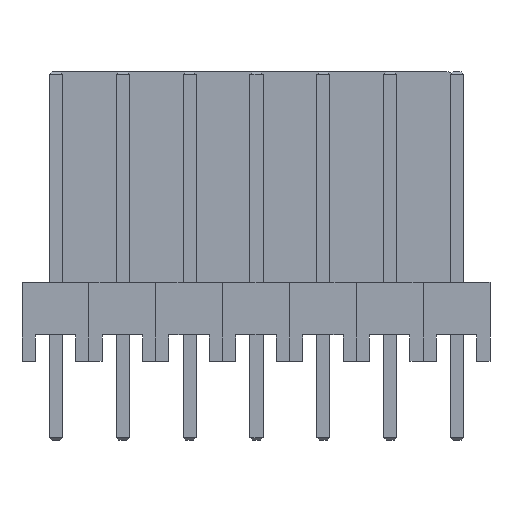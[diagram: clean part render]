
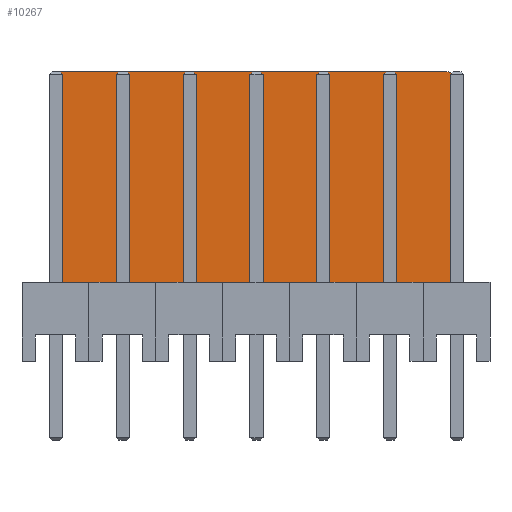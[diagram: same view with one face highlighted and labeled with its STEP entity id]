
A CAD part, front view. The second image highlights one B-rep face of the part: STEP entity #10267.
In plain terms, the highlighted face is planar.
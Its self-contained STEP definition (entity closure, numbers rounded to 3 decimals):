
#9917 = PLANE('',#9918);
#9918 = AXIS2_PLACEMENT_3D('',#9919,#9920,#9921);
#9919 = CARTESIAN_POINT('',(16.44,3.,0.));
#9920 = DIRECTION('',(-1.,0.,0.));
#9921 = DIRECTION('',(0.,1.,0.));
#9942 = VERTEX_POINT('',#9943);
#9943 = CARTESIAN_POINT('',(16.44,3.,1.));
#9957 = PLANE('',#9958);
#9958 = AXIS2_PLACEMENT_3D('',#9959,#9960,#9961);
#9959 = CARTESIAN_POINT('',(1.2,3.,0.));
#9960 = DIRECTION('',(0.,1.,0.));
#9961 = DIRECTION('',(1.,0.,0.));
#9969 = EDGE_CURVE('',#9942,#9970,#9972,.T.);
#9970 = VERTEX_POINT('',#9971);
#9971 = CARTESIAN_POINT('',(16.44,10.7,1.));
#9972 = SURFACE_CURVE('',#9973,(#9977,#9984),.PCURVE_S1.);
#9973 = LINE('',#9974,#9975);
#9974 = CARTESIAN_POINT('',(16.44,3.,1.));
#9975 = VECTOR('',#9976,1.);
#9976 = DIRECTION('',(0.,1.,0.));
#9977 = PCURVE('',#9917,#9978);
#9978 = DEFINITIONAL_REPRESENTATION('',(#9979),#9983);
#9979 = LINE('',#9980,#9981);
#9980 = CARTESIAN_POINT('',(0.,-1.));
#9981 = VECTOR('',#9982,1.);
#9982 = DIRECTION('',(1.,0.));
#9983 = ( GEOMETRIC_REPRESENTATION_CONTEXT(2) 
PARAMETRIC_REPRESENTATION_CONTEXT() REPRESENTATION_CONTEXT('2D SPACE',''
  ) );
#9984 = PCURVE('',#9985,#9990);
#9985 = PLANE('',#9986);
#9986 = AXIS2_PLACEMENT_3D('',#9987,#9988,#9989);
#9987 = CARTESIAN_POINT('',(16.44,3.,1.));
#9988 = DIRECTION('',(0.,0.,-1.));
#9989 = DIRECTION('',(0.,1.,0.));
#9990 = DEFINITIONAL_REPRESENTATION('',(#9991),#9995);
#9991 = LINE('',#9992,#9993);
#9992 = CARTESIAN_POINT('',(0.,0.));
#9993 = VECTOR('',#9994,1.);
#9994 = DIRECTION('',(1.,0.));
#9995 = ( GEOMETRIC_REPRESENTATION_CONTEXT(2) 
PARAMETRIC_REPRESENTATION_CONTEXT() REPRESENTATION_CONTEXT('2D SPACE',''
  ) );
#10011 = CYLINDRICAL_SURFACE('',#10012,0.3);
#10012 = AXIS2_PLACEMENT_3D('',#10013,#10014,#10015);
#10013 = CARTESIAN_POINT('',(16.14,10.7,0.));
#10014 = DIRECTION('',(0.,0.,1.));
#10015 = DIRECTION('',(1.,0.,-0.));
#10066 = PLANE('',#10067);
#10067 = AXIS2_PLACEMENT_3D('',#10068,#10069,#10070);
#10068 = CARTESIAN_POINT('',(1.2,11.,0.));
#10069 = DIRECTION('',(1.,0.,0.));
#10070 = DIRECTION('',(0.,-1.,0.));
#10099 = CYLINDRICAL_SURFACE('',#10100,0.3);
#10100 = AXIS2_PLACEMENT_3D('',#10101,#10102,#10103);
#10101 = CARTESIAN_POINT('',(1.5,10.7,0.));
#10102 = DIRECTION('',(0.,0.,1.));
#10103 = DIRECTION('',(-0.,1.,0.));
#10127 = PLANE('',#10128);
#10128 = AXIS2_PLACEMENT_3D('',#10129,#10130,#10131);
#10129 = CARTESIAN_POINT('',(16.44,11.,0.));
#10130 = DIRECTION('',(0.,-1.,0.));
#10131 = DIRECTION('',(-1.,0.,0.));
#10170 = VERTEX_POINT('',#10171);
#10171 = CARTESIAN_POINT('',(16.14,11.,1.));
#10192 = EDGE_CURVE('',#9970,#10170,#10193,.T.);
#10193 = SURFACE_CURVE('',#10194,(#10199,#10206),.PCURVE_S1.);
#10194 = CIRCLE('',#10195,0.3);
#10195 = AXIS2_PLACEMENT_3D('',#10196,#10197,#10198);
#10196 = CARTESIAN_POINT('',(16.14,10.7,1.));
#10197 = DIRECTION('',(0.,0.,1.));
#10198 = DIRECTION('',(0.,-1.,0.));
#10199 = PCURVE('',#10011,#10200);
#10200 = DEFINITIONAL_REPRESENTATION('',(#10201),#10205);
#10201 = LINE('',#10202,#10203);
#10202 = CARTESIAN_POINT('',(-1.571,1.));
#10203 = VECTOR('',#10204,1.);
#10204 = DIRECTION('',(1.,0.));
#10205 = ( GEOMETRIC_REPRESENTATION_CONTEXT(2) 
PARAMETRIC_REPRESENTATION_CONTEXT() REPRESENTATION_CONTEXT('2D SPACE',''
  ) );
#10206 = PCURVE('',#9985,#10207);
#10207 = DEFINITIONAL_REPRESENTATION('',(#10208),#10216);
#10208 = ( BOUNDED_CURVE() B_SPLINE_CURVE(2,(#10209,#10210,#10211,#10212
    ,#10213,#10214,#10215),.UNSPECIFIED.,.F.,.F.) 
B_SPLINE_CURVE_WITH_KNOTS((1,2,2,2,2,1),(-2.094,0.,
    2.094,4.189,6.283,8.378),
.UNSPECIFIED.) CURVE() GEOMETRIC_REPRESENTATION_ITEM() 
RATIONAL_B_SPLINE_CURVE((1.,0.5,1.,0.5,1.,0.5,1.)) REPRESENTATION_ITEM(
  '') );
#10209 = CARTESIAN_POINT('',(7.4,-0.3));
#10210 = CARTESIAN_POINT('',(7.4,0.22));
#10211 = CARTESIAN_POINT('',(7.85,-0.04));
#10212 = CARTESIAN_POINT('',(8.3,-0.3));
#10213 = CARTESIAN_POINT('',(7.85,-0.56));
#10214 = CARTESIAN_POINT('',(7.4,-0.82));
#10215 = CARTESIAN_POINT('',(7.4,-0.3));
#10216 = ( GEOMETRIC_REPRESENTATION_CONTEXT(2) 
PARAMETRIC_REPRESENTATION_CONTEXT() REPRESENTATION_CONTEXT('2D SPACE',''
  ) );
#10223 = VERTEX_POINT('',#10224);
#10224 = CARTESIAN_POINT('',(1.2,3.,1.));
#10245 = EDGE_CURVE('',#10223,#9942,#10246,.T.);
#10246 = SURFACE_CURVE('',#10247,(#10251,#10258),.PCURVE_S1.);
#10247 = LINE('',#10248,#10249);
#10248 = CARTESIAN_POINT('',(1.2,3.,1.));
#10249 = VECTOR('',#10250,1.);
#10250 = DIRECTION('',(1.,0.,0.));
#10251 = PCURVE('',#9957,#10252);
#10252 = DEFINITIONAL_REPRESENTATION('',(#10253),#10257);
#10253 = LINE('',#10254,#10255);
#10254 = CARTESIAN_POINT('',(0.,-1.));
#10255 = VECTOR('',#10256,1.);
#10256 = DIRECTION('',(1.,0.));
#10257 = ( GEOMETRIC_REPRESENTATION_CONTEXT(2) 
PARAMETRIC_REPRESENTATION_CONTEXT() REPRESENTATION_CONTEXT('2D SPACE',''
  ) );
#10258 = PCURVE('',#9985,#10259);
#10259 = DEFINITIONAL_REPRESENTATION('',(#10260),#10264);
#10260 = LINE('',#10261,#10262);
#10261 = CARTESIAN_POINT('',(0.,-15.24));
#10262 = VECTOR('',#10263,1.);
#10263 = DIRECTION('',(0.,1.));
#10264 = ( GEOMETRIC_REPRESENTATION_CONTEXT(2) 
PARAMETRIC_REPRESENTATION_CONTEXT() REPRESENTATION_CONTEXT('2D SPACE',''
  ) );
#10267 = ADVANCED_FACE('',(#10268),#9985,.F.);
#10268 = FACE_BOUND('',#10269,.F.);
#10269 = EDGE_LOOP('',(#10270,#10271,#10272,#10295,#10323,#10344));
#10270 = ORIENTED_EDGE('',*,*,#9969,.F.);
#10271 = ORIENTED_EDGE('',*,*,#10245,.F.);
#10272 = ORIENTED_EDGE('',*,*,#10273,.F.);
#10273 = EDGE_CURVE('',#10274,#10223,#10276,.T.);
#10274 = VERTEX_POINT('',#10275);
#10275 = CARTESIAN_POINT('',(1.2,10.7,1.));
#10276 = SURFACE_CURVE('',#10277,(#10281,#10288),.PCURVE_S1.);
#10277 = LINE('',#10278,#10279);
#10278 = CARTESIAN_POINT('',(1.2,11.,1.));
#10279 = VECTOR('',#10280,1.);
#10280 = DIRECTION('',(0.,-1.,0.));
#10281 = PCURVE('',#9985,#10282);
#10282 = DEFINITIONAL_REPRESENTATION('',(#10283),#10287);
#10283 = LINE('',#10284,#10285);
#10284 = CARTESIAN_POINT('',(8.,-15.24));
#10285 = VECTOR('',#10286,1.);
#10286 = DIRECTION('',(-1.,0.));
#10287 = ( GEOMETRIC_REPRESENTATION_CONTEXT(2) 
PARAMETRIC_REPRESENTATION_CONTEXT() REPRESENTATION_CONTEXT('2D SPACE',''
  ) );
#10288 = PCURVE('',#10066,#10289);
#10289 = DEFINITIONAL_REPRESENTATION('',(#10290),#10294);
#10290 = LINE('',#10291,#10292);
#10291 = CARTESIAN_POINT('',(0.,-1.));
#10292 = VECTOR('',#10293,1.);
#10293 = DIRECTION('',(1.,0.));
#10294 = ( GEOMETRIC_REPRESENTATION_CONTEXT(2) 
PARAMETRIC_REPRESENTATION_CONTEXT() REPRESENTATION_CONTEXT('2D SPACE',''
  ) );
#10295 = ORIENTED_EDGE('',*,*,#10296,.F.);
#10296 = EDGE_CURVE('',#10297,#10274,#10299,.T.);
#10297 = VERTEX_POINT('',#10298);
#10298 = CARTESIAN_POINT('',(1.5,11.,1.));
#10299 = SURFACE_CURVE('',#10300,(#10305,#10316),.PCURVE_S1.);
#10300 = CIRCLE('',#10301,0.3);
#10301 = AXIS2_PLACEMENT_3D('',#10302,#10303,#10304);
#10302 = CARTESIAN_POINT('',(1.5,10.7,1.));
#10303 = DIRECTION('',(0.,0.,1.));
#10304 = DIRECTION('',(0.,-1.,0.));
#10305 = PCURVE('',#9985,#10306);
#10306 = DEFINITIONAL_REPRESENTATION('',(#10307),#10315);
#10307 = ( BOUNDED_CURVE() B_SPLINE_CURVE(2,(#10308,#10309,#10310,#10311
    ,#10312,#10313,#10314),.UNSPECIFIED.,.F.,.F.) 
B_SPLINE_CURVE_WITH_KNOTS((1,2,2,2,2,1),(-2.094,0.,
    2.094,4.189,6.283,8.378),
.UNSPECIFIED.) CURVE() GEOMETRIC_REPRESENTATION_ITEM() 
RATIONAL_B_SPLINE_CURVE((1.,0.5,1.,0.5,1.,0.5,1.)) REPRESENTATION_ITEM(
  '') );
#10308 = CARTESIAN_POINT('',(7.4,-14.94));
#10309 = CARTESIAN_POINT('',(7.4,-14.42));
#10310 = CARTESIAN_POINT('',(7.85,-14.68));
#10311 = CARTESIAN_POINT('',(8.3,-14.94));
#10312 = CARTESIAN_POINT('',(7.85,-15.2));
#10313 = CARTESIAN_POINT('',(7.4,-15.46));
#10314 = CARTESIAN_POINT('',(7.4,-14.94));
#10315 = ( GEOMETRIC_REPRESENTATION_CONTEXT(2) 
PARAMETRIC_REPRESENTATION_CONTEXT() REPRESENTATION_CONTEXT('2D SPACE',''
  ) );
#10316 = PCURVE('',#10099,#10317);
#10317 = DEFINITIONAL_REPRESENTATION('',(#10318),#10322);
#10318 = LINE('',#10319,#10320);
#10319 = CARTESIAN_POINT('',(-3.142,1.));
#10320 = VECTOR('',#10321,1.);
#10321 = DIRECTION('',(1.,0.));
#10322 = ( GEOMETRIC_REPRESENTATION_CONTEXT(2) 
PARAMETRIC_REPRESENTATION_CONTEXT() REPRESENTATION_CONTEXT('2D SPACE',''
  ) );
#10323 = ORIENTED_EDGE('',*,*,#10324,.F.);
#10324 = EDGE_CURVE('',#10170,#10297,#10325,.T.);
#10325 = SURFACE_CURVE('',#10326,(#10330,#10337),.PCURVE_S1.);
#10326 = LINE('',#10327,#10328);
#10327 = CARTESIAN_POINT('',(16.44,11.,1.));
#10328 = VECTOR('',#10329,1.);
#10329 = DIRECTION('',(-1.,0.,0.));
#10330 = PCURVE('',#9985,#10331);
#10331 = DEFINITIONAL_REPRESENTATION('',(#10332),#10336);
#10332 = LINE('',#10333,#10334);
#10333 = CARTESIAN_POINT('',(8.,0.));
#10334 = VECTOR('',#10335,1.);
#10335 = DIRECTION('',(0.,-1.));
#10336 = ( GEOMETRIC_REPRESENTATION_CONTEXT(2) 
PARAMETRIC_REPRESENTATION_CONTEXT() REPRESENTATION_CONTEXT('2D SPACE',''
  ) );
#10337 = PCURVE('',#10127,#10338);
#10338 = DEFINITIONAL_REPRESENTATION('',(#10339),#10343);
#10339 = LINE('',#10340,#10341);
#10340 = CARTESIAN_POINT('',(0.,-1.));
#10341 = VECTOR('',#10342,1.);
#10342 = DIRECTION('',(1.,0.));
#10343 = ( GEOMETRIC_REPRESENTATION_CONTEXT(2) 
PARAMETRIC_REPRESENTATION_CONTEXT() REPRESENTATION_CONTEXT('2D SPACE',''
  ) );
#10344 = ORIENTED_EDGE('',*,*,#10192,.F.);
